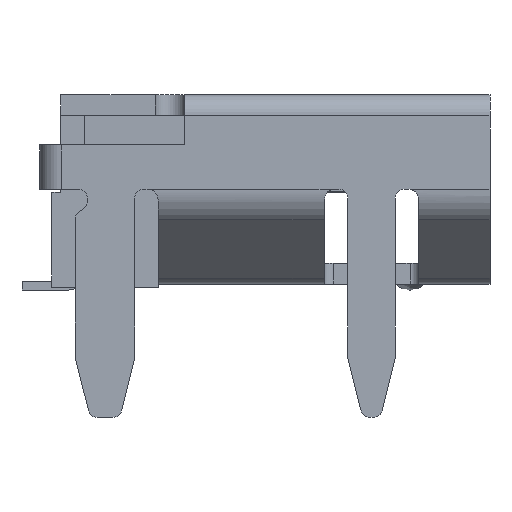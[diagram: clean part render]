
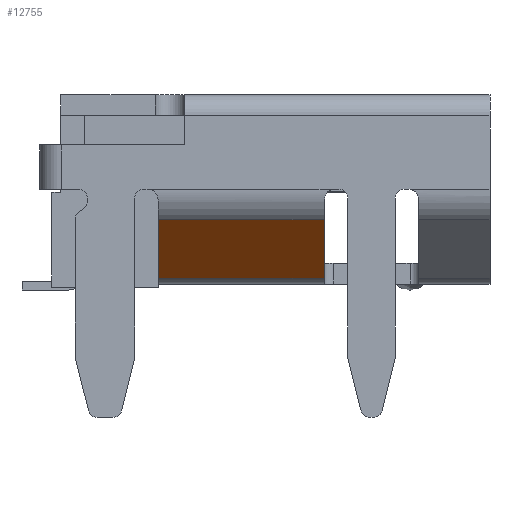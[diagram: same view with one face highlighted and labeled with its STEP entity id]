
A CAD part, front view. The second image highlights one B-rep face of the part: STEP entity #12755.
In plain terms, the highlighted face is planar.
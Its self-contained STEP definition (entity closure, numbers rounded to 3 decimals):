
#772=FACE_OUTER_BOUND('',#1407,.T.);
#1407=EDGE_LOOP('',(#10327,#10328,#10329,#10330));
#2741=LINE('',#19455,#4432);
#2754=LINE('',#19502,#4445);
#2758=LINE('',#19512,#4449);
#2760=LINE('',#19515,#4451);
#4432=VECTOR('',#15612,1000.);
#4445=VECTOR('',#15649,1000.);
#4449=VECTOR('',#15661,1000.);
#4451=VECTOR('',#15665,1000.);
#5792=VERTEX_POINT('',#19452);
#5793=VERTEX_POINT('',#19454);
#5802=VERTEX_POINT('',#19496);
#5805=VERTEX_POINT('',#19510);
#7382=EDGE_CURVE('',#5792,#5793,#2741,.T.);
#7402=EDGE_CURVE('',#5793,#5802,#2754,.T.);
#7408=EDGE_CURVE('',#5805,#5792,#2758,.T.);
#7410=EDGE_CURVE('',#5805,#5802,#2760,.T.);
#10327=ORIENTED_EDGE('',*,*,#7408,.F.);
#10328=ORIENTED_EDGE('',*,*,#7410,.T.);
#10329=ORIENTED_EDGE('',*,*,#7402,.F.);
#10330=ORIENTED_EDGE('',*,*,#7382,.F.);
#12239=PLANE('',#13451);
#12755=ADVANCED_FACE('',(#772),#12239,.F.);
#13451=AXIS2_PLACEMENT_3D('',#19514,#15663,#15664);
#15612=DIRECTION('',(0.,-1.,0.));
#15649=DIRECTION('',(0.733,0.,-0.681));
#15661=DIRECTION('',(-0.733,0.,0.681));
#15663=DIRECTION('center_axis',(0.681,0.,0.733));
#15664=DIRECTION('ref_axis',(0.,-1.,0.));
#15665=DIRECTION('',(0.,-1.,0.));
#19452=CARTESIAN_POINT('',(-5.376,1.975,-1.133));
#19454=CARTESIAN_POINT('',(-5.376,-0.825,-1.133));
#19455=CARTESIAN_POINT('',(-5.376,3.625,-1.133));
#19496=CARTESIAN_POINT('',(-4.31,-0.825,-2.124));
#19502=CARTESIAN_POINT('',(-4.31,-0.825,-2.124));
#19510=CARTESIAN_POINT('',(-4.31,1.975,-2.124));
#19512=CARTESIAN_POINT('',(-4.31,1.975,-2.124));
#19514=CARTESIAN_POINT('Origin',(-4.31,3.625,-2.124));
#19515=CARTESIAN_POINT('',(-4.31,3.625,-2.124));
